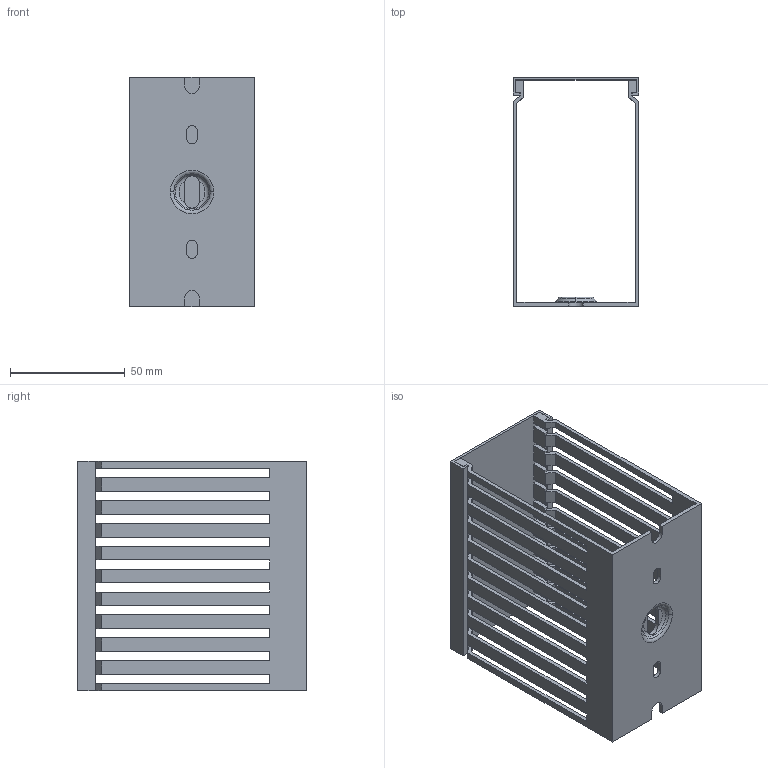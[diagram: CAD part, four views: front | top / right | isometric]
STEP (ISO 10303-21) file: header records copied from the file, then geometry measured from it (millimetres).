
FILE_DESCRIPTION((''),'2;1');
FILE_NAME('B48X100_100MM_ASM','2021-03-31T',('marketing.praksa'),('Audax d.o.o.'),'CREO PARAMETRIC BY PTC INC, 2017480','CREO PARAMETRIC BY PTC INC, 2017480','');
FILE_SCHEMA(('AUTOMOTIVE_DESIGN { 1 0 10303 214 1 1 1 1 }'));
Products named in the file (7): PRT0163_1_1_2_3_1_1_1; PRT0163_1_1_2_1_1_1_1; PRT0163_1_1_2_2_1_1_1; PART_1_ASM; BOT55; COVER_WHOLE; B48X100_100MM_ASM
Assembly tree (6 placements, depth 3):
  B48X100_100MM_ASM
    PART_1_ASM
      PRT0163_1_1_2_3_1_1_1
      PRT0163_1_1_2_1_1_1_1
      PRT0163_1_1_2_2_1_1_1
    BOT55
    COVER_WHOLE
Bounding box: 55 x 100 x 100 mm (x, y, z)
Volume: 41127.6 mm3; surface area: 60386.8 mm2
Topology: 5 solids, 5 shells, 447 faces, 1272 edges, 838 vertices
Faces by surface type: plane 389, cylinder 46, torus 8, cone 4
Entity records: 22308 total; most frequent: CARTESIAN_POINT 2982, ORIENTED_EDGE 2544, DIRECTION 2196, PRESENTATION_STYLE_ASSIGNMENT 1724, STYLED_ITEM 1724, CURVE_STYLE 1272, EDGE_CURVE 1272, VECTOR 1046
